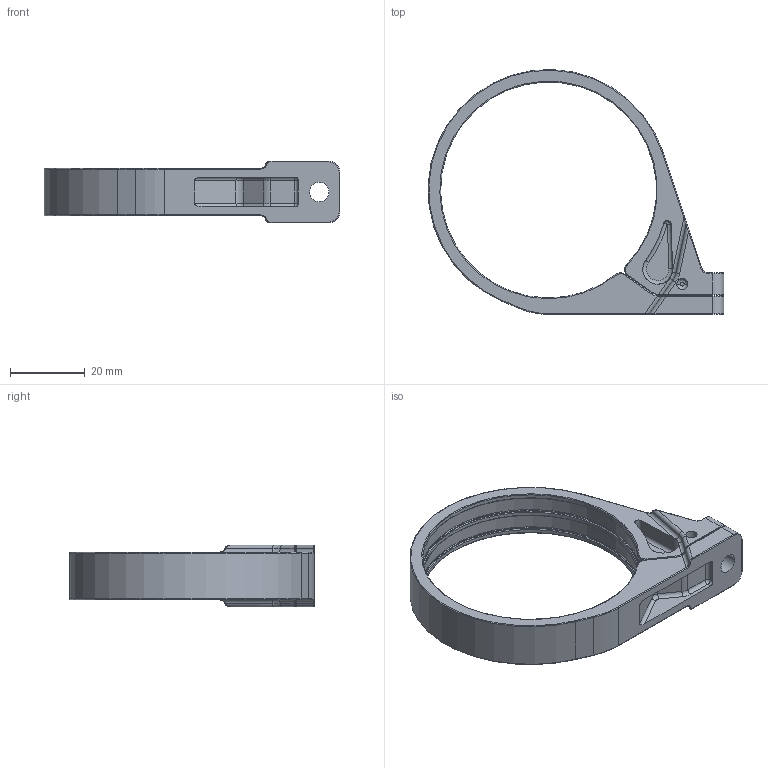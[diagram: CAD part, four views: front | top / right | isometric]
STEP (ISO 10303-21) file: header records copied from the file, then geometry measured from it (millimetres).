
FILE_DESCRIPTION((''),'2;1');
FILE_NAME('3506_8259_544-BOITIER-FERME','2020-03-12T',('presta_be4'),(''),'CREO PARAMETRIC BY PTC INC, 2018360','CREO PARAMETRIC BY PTC INC, 2018360','');
FILE_SCHEMA(('CONFIG_CONTROL_DESIGN'));
Length unit declared in the file: millimetre
Products named in the file (1): 3506_8259_544-BOITIER-FERME
Bounding box: 79.12 x 65.53 x 16.5 mm (x, y, z)
Volume: 12532.6 mm3; surface area: 9952.4 mm2
Topology: 1 solids, 1 shells, 207 faces, 478 edges, 278 vertices
Faces by surface type: cylinder 80, torus 51, bspline 39, plane 32, sphere 4, cone 1
Entity records: 9259 total; most frequent: CARTESIAN_POINT 4652, DIRECTION 994, ORIENTED_EDGE 956, EDGE_CURVE 478, AXIS2_PLACEMENT_3D 424, VERTEX_POINT 278, CIRCLE 256, EDGE_LOOP 216
